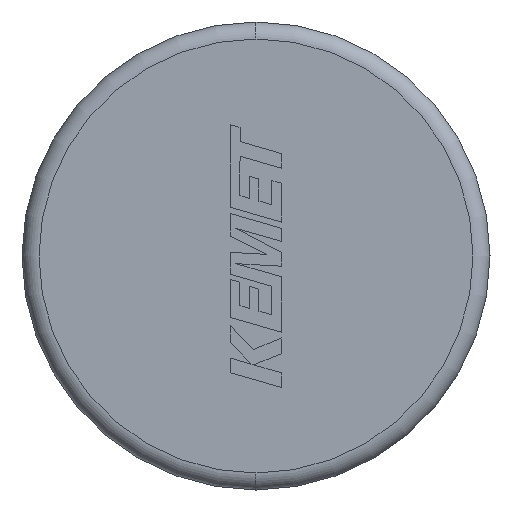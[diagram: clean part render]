
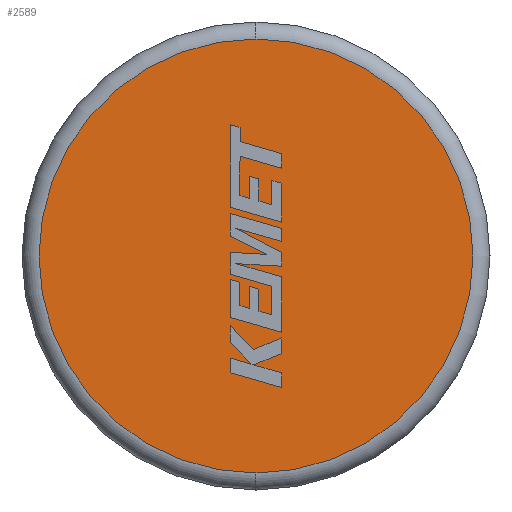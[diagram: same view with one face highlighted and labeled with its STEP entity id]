
A CAD part, left-side view. The second image highlights one B-rep face of the part: STEP entity #2589.
In plain terms, the highlighted planar face has unit normal (-1, 0, 0).
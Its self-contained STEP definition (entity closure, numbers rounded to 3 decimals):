
#415 = CARTESIAN_POINT ( 'NONE',  ( 0., 0., -2.55 ) ) ;
#576 = EDGE_CURVE ( 'NONE', #611, #2950, #2881, .T. ) ;
#611 = VERTEX_POINT ( 'NONE', #2529 ) ;
#665 = CARTESIAN_POINT ( 'NONE',  ( 0., 0., 0. ) ) ;
#706 = DIRECTION ( 'NONE',  ( 0., 0., -1. ) ) ;
#1292 = ORIENTED_EDGE ( 'NONE', *, *, #576, .T. ) ;
#1333 = EDGE_LOOP ( 'NONE', ( #3065, #1292 ) ) ;
#1930 = EDGE_CURVE ( 'NONE', #2950, #611, #2716, .T. ) ;
#2026 = AXIS2_PLACEMENT_3D ( 'NONE', #665, #2296, #2053 ) ;
#2053 = DIRECTION ( 'NONE',  ( 0., 0., -1. ) ) ;
#2089 = CARTESIAN_POINT ( 'NONE',  ( 0., 0., 0. ) ) ;
#2295 = PLANE ( 'NONE',  #3002 ) ;
#2296 = DIRECTION ( 'NONE',  ( -1., 0., 0. ) ) ;
#2337 = DIRECTION ( 'NONE',  ( 1., 0., 0. ) ) ;
#2529 = CARTESIAN_POINT ( 'NONE',  ( 0., 0., 2.55 ) ) ;
#2530 = FACE_OUTER_BOUND ( 'NONE', #1333, .T. ) ;
#2589 = ADVANCED_FACE ( 'NONE', ( #2530 ), #2295, .F. ) ;
#2716 = CIRCLE ( 'NONE', #2026, 2.55 ) ;
#2744 = CARTESIAN_POINT ( 'NONE',  ( 0., 0., 0. ) ) ;
#2858 = DIRECTION ( 'NONE',  ( 0., 0., -1. ) ) ;
#2881 = CIRCLE ( 'NONE', #2895, 2.55 ) ;
#2895 = AXIS2_PLACEMENT_3D ( 'NONE', #2744, #3319, #706 ) ;
#2950 = VERTEX_POINT ( 'NONE', #415 ) ;
#3002 = AXIS2_PLACEMENT_3D ( 'NONE', #2089, #2337, #2858 ) ;
#3065 = ORIENTED_EDGE ( 'NONE', *, *, #1930, .T. ) ;
#3319 = DIRECTION ( 'NONE',  ( -1., 0., 0. ) ) ;
